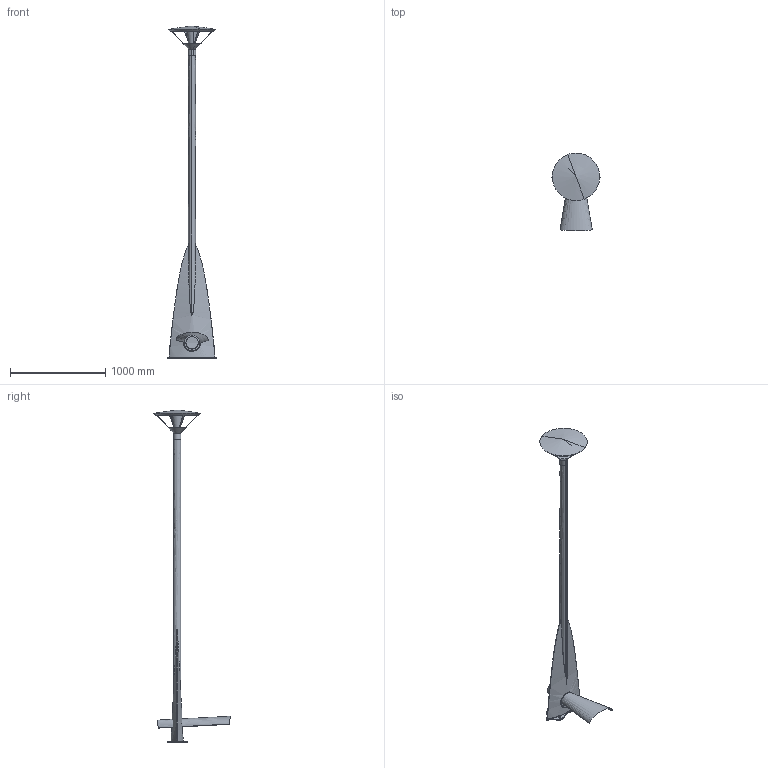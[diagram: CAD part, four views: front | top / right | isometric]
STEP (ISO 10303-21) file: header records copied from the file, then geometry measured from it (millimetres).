
FILE_DESCRIPTION(/* description */ (''),/* implementation_level */ '2;1');
FILE_NAME(/* name */ 'ARC10-A_UAP_ARCLightPost_3D',/* time_stamp */ '2018-01-19T18:01:08-05:00',/* author */ (''),/* organization */ (''),/* preprocessor_version */ 'ST-DEVELOPER v15',/* originating_system */ '',/* authorisation */ '');
FILE_SCHEMA (('AUTOMOTIVE_DESIGN'));
Length unit declared in the file: millimetre
Products named in the file (1): Document
Bounding box: 512.05 x 812.55 x 3492 mm (x, y, z)
Volume: 9655049.5 mm3; surface area: 3945908.6 mm2
Topology: 4 solids, 10 shells, 1171 faces, 3485 edges, 2300 vertices
Faces by surface type: plane 640, bspline 531
Entity records: 95212 total; most frequent: CARTESIAN_POINT 73066, ORIENTED_EDGE 6944, EDGE_CURVE 3481, B_SPLINE_CURVE_WITH_KNOTS 3328, VERTEX_POINT 2295, EDGE_LOOP 1205, ADVANCED_FACE 1168, FACE_OUTER_BOUND 1168
